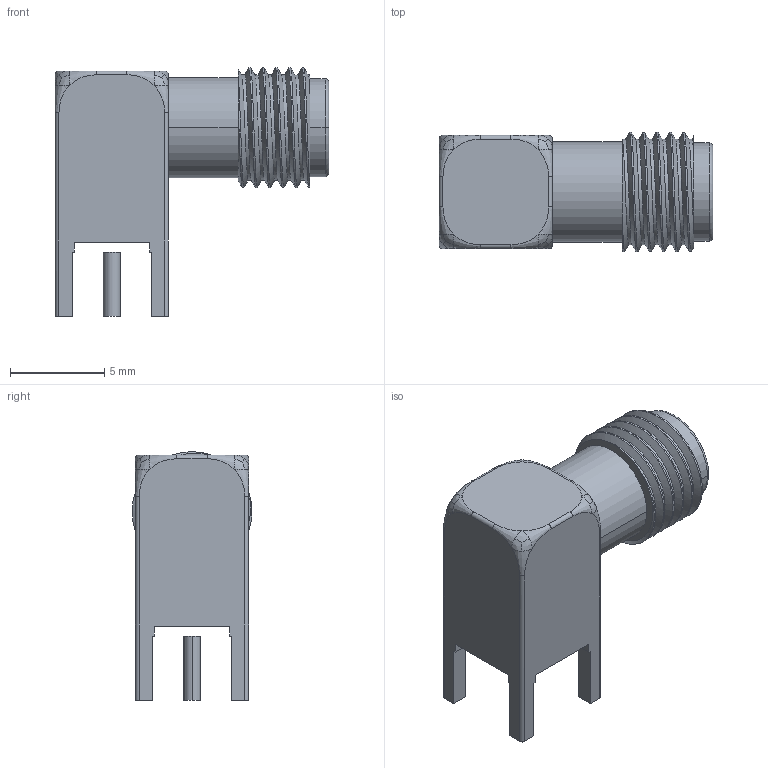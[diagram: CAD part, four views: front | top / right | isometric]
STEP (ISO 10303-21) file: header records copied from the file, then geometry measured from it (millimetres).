
FILE_DESCRIPTION (( 'STEP AP214' ), '1' );
FILE_NAME ('BWSMA-KWE-Z001.STEP', '2024-03-01T05:02:56', ( '' ), ( '' ), 'SwSTEP 2.0', 'SolidWorks 2022', '' );
FILE_SCHEMA (( 'AUTOMOTIVE_DESIGN' ));
Length unit declared in the file: millimetre
Products named in the file (1): BWSMA-KWE-Z001
Bounding box: 14.5 x 6.35 x 13.17 mm (x, y, z)
Surface area: 585.5 mm2 (no closed solid volume)
Topology: 0 solids, 7 shells, 105 faces, 383 edges, 294 vertices
Faces by surface type: plane 44, cylinder 32, bspline 27, torus 2
Entity records: 7576 total; most frequent: CARTESIAN_POINT 3536, ORIENTED_EDGE 650, DIRECTION 418, EDGE_CURVE 383, VERTEX_POINT 294, LINE 184, VECTOR 184, B_SPLINE_CURVE_WITH_KNOTS 135
